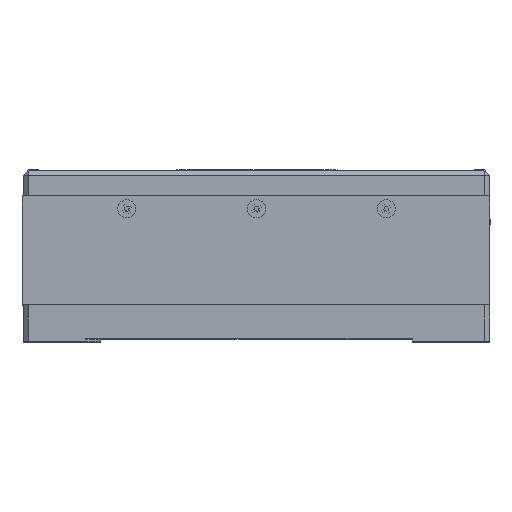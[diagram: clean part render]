
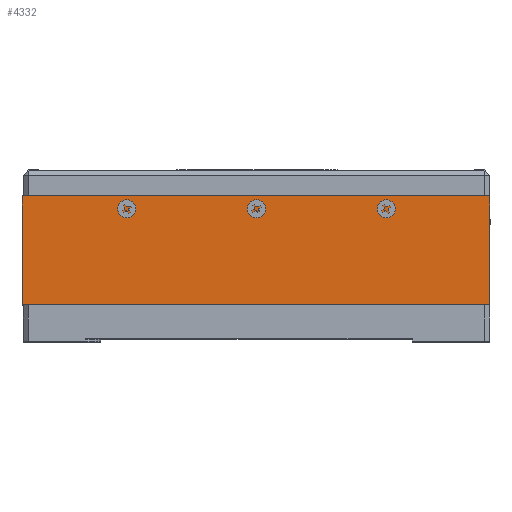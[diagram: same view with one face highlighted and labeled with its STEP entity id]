
A CAD part, top view. The second image highlights one B-rep face of the part: STEP entity #4332.
In plain terms, the highlighted planar face has unit normal (0, 0, 1).
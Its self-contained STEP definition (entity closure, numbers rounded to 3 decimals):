
#496 = CARTESIAN_POINT ( 'NONE',  ( -0.2, 27.5, 90. ) ) ;
#1802 = DIRECTION ( 'NONE',  ( 0., -1., 0. ) ) ;
#2864 = CARTESIAN_POINT ( 'NONE',  ( 90., 6.5, 90. ) ) ;
#3554 = DIRECTION ( 'NONE',  ( 0., -1., 0. ) ) ;
#4136 = VECTOR ( 'NONE', #27329, 1000. ) ;
#4332 = ADVANCED_FACE ( 'NONE', ( #28176 ), #17056, .T. ) ;
#4967 = EDGE_CURVE ( 'NONE', #5753, #16494, #28539, .T. ) ;
#5339 = VECTOR ( 'NONE', #18742, 1000. ) ;
#5753 = VERTEX_POINT ( 'NONE', #26837 ) ;
#8885 = LINE ( 'NONE', #2864, #4136 ) ;
#10390 = VERTEX_POINT ( 'NONE', #496 ) ;
#10670 = DIRECTION ( 'NONE',  ( 1., 0., 0. ) ) ;
#10879 = CARTESIAN_POINT ( 'NONE',  ( -0.2, 6.5, 90. ) ) ;
#11822 = VERTEX_POINT ( 'NONE', #22982 ) ;
#11897 = EDGE_CURVE ( 'NONE', #10390, #11822, #12593, .T. ) ;
#12473 = ORIENTED_EDGE ( 'NONE', *, *, #20649, .T. ) ;
#12593 = LINE ( 'NONE', #23424, #5339 ) ;
#12677 = LINE ( 'NONE', #10879, #25205 ) ;
#16494 = VERTEX_POINT ( 'NONE', #27755 ) ;
#17056 = PLANE ( 'NONE',  #27692 ) ;
#18742 = DIRECTION ( 'NONE',  ( 1., 0., 0. ) ) ;
#19004 = ORIENTED_EDGE ( 'NONE', *, *, #4967, .T. ) ;
#19461 = CARTESIAN_POINT ( 'NONE',  ( -0.2, 6.5, 90. ) ) ;
#19680 = DIRECTION ( 'NONE',  ( 0., 0., 1. ) ) ;
#20649 = EDGE_CURVE ( 'NONE', #10390, #5753, #12677, .T. ) ;
#22389 = EDGE_LOOP ( 'NONE', ( #27062, #24706, #12473, #19004 ) ) ;
#22669 = EDGE_CURVE ( 'NONE', #11822, #16494, #8885, .T. ) ;
#22982 = CARTESIAN_POINT ( 'NONE',  ( 90., 27.5, 90. ) ) ;
#23424 = CARTESIAN_POINT ( 'NONE',  ( -0.2, 27.5, 90. ) ) ;
#24706 = ORIENTED_EDGE ( 'NONE', *, *, #11897, .F. ) ;
#25205 = VECTOR ( 'NONE', #3554, 1000. ) ;
#26317 = VECTOR ( 'NONE', #10670, 1000. ) ;
#26837 = CARTESIAN_POINT ( 'NONE',  ( -0.2, 6.5, 90. ) ) ;
#27062 = ORIENTED_EDGE ( 'NONE', *, *, #22669, .F. ) ;
#27329 = DIRECTION ( 'NONE',  ( 0., -1., 0. ) ) ;
#27692 = AXIS2_PLACEMENT_3D ( 'NONE', #28742, #19680, #1802 ) ;
#27755 = CARTESIAN_POINT ( 'NONE',  ( 90., 6.5, 90. ) ) ;
#28176 = FACE_OUTER_BOUND ( 'NONE', #22389, .T. ) ;
#28539 = LINE ( 'NONE', #19461, #26317 ) ;
#28742 = CARTESIAN_POINT ( 'NONE',  ( -0.2, 6.5, 90. ) ) ;
